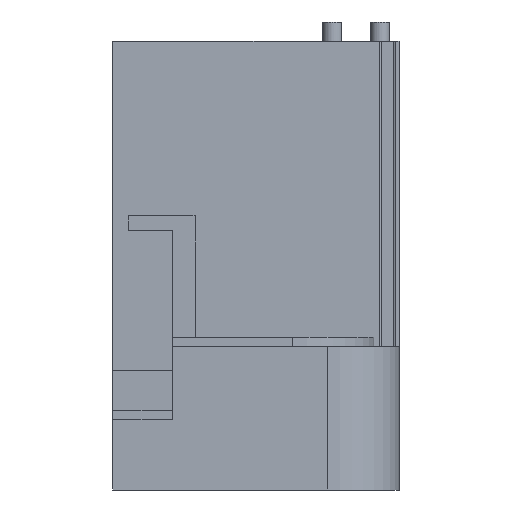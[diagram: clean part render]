
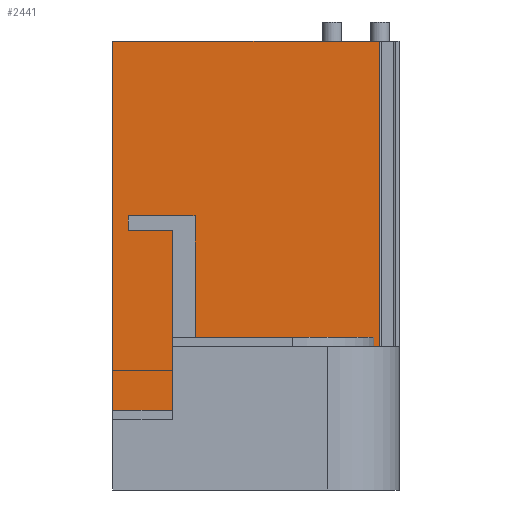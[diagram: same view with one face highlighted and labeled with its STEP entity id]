
A CAD part, front view. The second image highlights one B-rep face of the part: STEP entity #2441.
In plain terms, the highlighted planar face has unit normal (0, -1, 0).
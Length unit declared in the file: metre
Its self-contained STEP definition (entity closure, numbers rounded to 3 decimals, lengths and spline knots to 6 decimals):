
#148=LINE('',#4316,#362);
#158=LINE('',#4334,#372);
#159=LINE('',#4336,#373);
#160=LINE('',#4338,#374);
#161=LINE('',#4340,#375);
#162=LINE('',#4342,#376);
#163=LINE('',#4344,#377);
#164=LINE('',#4346,#378);
#165=LINE('',#4348,#379);
#166=LINE('',#4350,#380);
#167=LINE('',#4352,#381);
#168=LINE('',#4354,#382);
#169=LINE('',#4356,#383);
#170=LINE('',#4358,#384);
#362=VECTOR('',#3518,1.);
#372=VECTOR('',#3530,1.);
#373=VECTOR('',#3531,1.);
#374=VECTOR('',#3532,1.);
#375=VECTOR('',#3533,1.);
#376=VECTOR('',#3534,1.);
#377=VECTOR('',#3535,1.);
#378=VECTOR('',#3536,1.);
#379=VECTOR('',#3537,1.);
#380=VECTOR('',#3538,1.);
#381=VECTOR('',#3539,1.);
#382=VECTOR('',#3540,1.);
#383=VECTOR('',#3541,1.);
#384=VECTOR('',#3542,1.);
#623=ORIENTED_EDGE('',*,*,#1303,.T.);
#624=ORIENTED_EDGE('',*,*,#1293,.T.);
#625=ORIENTED_EDGE('',*,*,#1304,.T.);
#626=ORIENTED_EDGE('',*,*,#1305,.T.);
#627=ORIENTED_EDGE('',*,*,#1306,.T.);
#628=ORIENTED_EDGE('',*,*,#1307,.T.);
#629=ORIENTED_EDGE('',*,*,#1308,.T.);
#630=ORIENTED_EDGE('',*,*,#1309,.T.);
#631=ORIENTED_EDGE('',*,*,#1310,.T.);
#632=ORIENTED_EDGE('',*,*,#1311,.T.);
#633=ORIENTED_EDGE('',*,*,#1312,.T.);
#634=ORIENTED_EDGE('',*,*,#1313,.T.);
#635=ORIENTED_EDGE('',*,*,#1314,.T.);
#636=ORIENTED_EDGE('',*,*,#1315,.T.);
#1293=EDGE_CURVE('',#1630,#1629,#148,.T.);
#1303=EDGE_CURVE('',#1637,#1630,#158,.T.);
#1304=EDGE_CURVE('',#1629,#1638,#159,.T.);
#1305=EDGE_CURVE('',#1638,#1639,#160,.T.);
#1306=EDGE_CURVE('',#1639,#1640,#161,.T.);
#1307=EDGE_CURVE('',#1640,#1641,#162,.T.);
#1308=EDGE_CURVE('',#1641,#1642,#163,.T.);
#1309=EDGE_CURVE('',#1642,#1643,#164,.T.);
#1310=EDGE_CURVE('',#1643,#1644,#165,.T.);
#1311=EDGE_CURVE('',#1644,#1645,#166,.T.);
#1312=EDGE_CURVE('',#1645,#1646,#167,.T.);
#1313=EDGE_CURVE('',#1646,#1647,#168,.T.);
#1314=EDGE_CURVE('',#1647,#1648,#169,.T.);
#1315=EDGE_CURVE('',#1648,#1637,#170,.T.);
#1629=VERTEX_POINT('',#4315);
#1630=VERTEX_POINT('',#4317);
#1637=VERTEX_POINT('',#4335);
#1638=VERTEX_POINT('',#4337);
#1639=VERTEX_POINT('',#4339);
#1640=VERTEX_POINT('',#4341);
#1641=VERTEX_POINT('',#4343);
#1642=VERTEX_POINT('',#4345);
#1643=VERTEX_POINT('',#4347);
#1644=VERTEX_POINT('',#4349);
#1645=VERTEX_POINT('',#4351);
#1646=VERTEX_POINT('',#4353);
#1647=VERTEX_POINT('',#4355);
#1648=VERTEX_POINT('',#4357);
#1934=EDGE_LOOP('',(#623,#624,#625,#626,#627,#628,#629,#630,#631,#632,#633,
#634,#635,#636));
#2112=FACE_BOUND('',#1934,.T.);
#2281=PLANE('',#3150);
#2441=ADVANCED_FACE('',(#2112),#2281,.F.);
#3150=AXIS2_PLACEMENT_3D('',#4333,#3528,#3529);
#3518=DIRECTION('',(0.,0.,-1.));
#3528=DIRECTION('',(0.,1.,0.));
#3529=DIRECTION('',(0.,0.,1.));
#3530=DIRECTION('',(-1.,0.,0.));
#3531=DIRECTION('',(1.,0.,0.));
#3532=DIRECTION('',(0.,0.,1.));
#3533=DIRECTION('',(-1.,0.,0.));
#3534=DIRECTION('',(0.,0.,1.));
#3535=DIRECTION('',(1.,0.,0.));
#3536=DIRECTION('',(0.,0.,-1.));
#3537=DIRECTION('',(1.,0.,0.));
#3538=DIRECTION('',(0.,0.,1.));
#3539=DIRECTION('',(1.,0.,0.));
#3540=DIRECTION('',(0.,0.,-1.));
#3541=DIRECTION('',(1.,0.,0.));
#3542=DIRECTION('',(0.,0.,1.));
#4315=CARTESIAN_POINT('',(0.,-0.053,0.0147));
#4316=CARTESIAN_POINT('',(0.,-0.053,0.17));
#4317=CARTESIAN_POINT('',(0.,-0.053,0.094));
#4333=CARTESIAN_POINT('',(0.,-0.053,0.17));
#4334=CARTESIAN_POINT('',(0.012,-0.053,0.094));
#4335=CARTESIAN_POINT('',(0.055806,-0.053,0.094));
#4336=CARTESIAN_POINT('',(0.,-0.053,0.0147));
#4337=CARTESIAN_POINT('',(0.012475,-0.053,0.0147));
#4338=CARTESIAN_POINT('',(0.012475,-0.053,0.03455));
#4339=CARTESIAN_POINT('',(0.012475,-0.053,0.0544));
#4340=CARTESIAN_POINT('',(0.007853,-0.053,0.0544));
#4341=CARTESIAN_POINT('',(0.003231,-0.053,0.0544));
#4342=CARTESIAN_POINT('',(0.003231,-0.053,0.0559));
#4343=CARTESIAN_POINT('',(0.003231,-0.053,0.0574));
#4344=CARTESIAN_POINT('',(0.010231,-0.053,0.0574));
#4345=CARTESIAN_POINT('',(0.017231,-0.053,0.0574));
#4346=CARTESIAN_POINT('',(0.017231,-0.053,0.03605));
#4347=CARTESIAN_POINT('',(0.017231,-0.053,0.0147));
#4348=CARTESIAN_POINT('',(0.,-0.053,0.0147));
#4349=CARTESIAN_POINT('',(0.0527,-0.053,0.0147));
#4350=CARTESIAN_POINT('',(0.0527,-0.053,0.0147));
#4351=CARTESIAN_POINT('',(0.0527,-0.053,0.032));
#4352=CARTESIAN_POINT('',(0.,-0.053,0.032));
#4353=CARTESIAN_POINT('',(0.0547,-0.053,0.032));
#4354=CARTESIAN_POINT('',(0.0547,-0.053,0.032));
#4355=CARTESIAN_POINT('',(0.0547,-0.053,0.03));
#4356=CARTESIAN_POINT('',(0.,-0.053,0.03));
#4357=CARTESIAN_POINT('',(0.055806,-0.053,0.03));
#4358=CARTESIAN_POINT('',(0.055806,-0.053,0.17));
